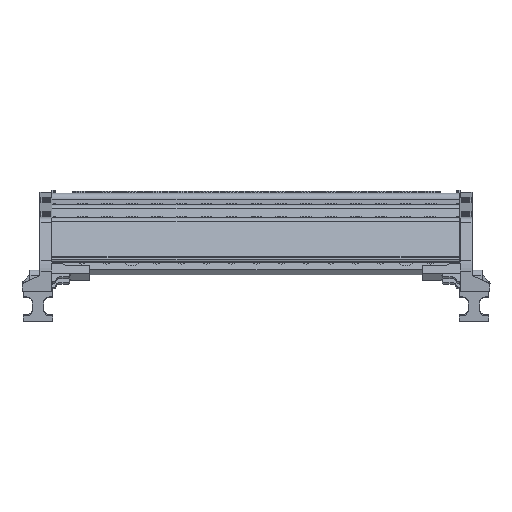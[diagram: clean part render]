
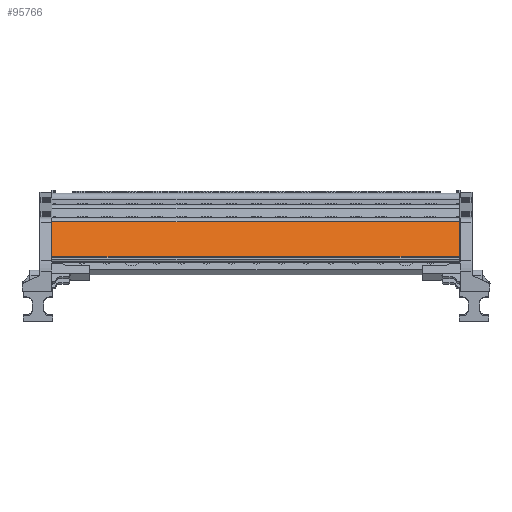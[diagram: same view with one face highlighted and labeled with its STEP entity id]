
A CAD part, top view. The second image highlights one B-rep face of the part: STEP entity #95766.
In plain terms, the highlighted planar face has unit normal (0, 0.276, 0.961).
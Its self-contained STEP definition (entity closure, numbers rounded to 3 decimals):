
#16776 = CARTESIAN_POINT ( 'NONE',  ( 43.77, 255.329, 45.463 ) ) ;
#16974 = CARTESIAN_POINT ( 'NONE',  ( -58.139, 255.329, 45.463 ) ) ;
#17002 = CARTESIAN_POINT ( 'NONE',  ( -160.799, 255.329, 45.463 ) ) ;
#17188 = CARTESIAN_POINT ( 'NONE',  ( -160.799, 274.443, 39.983 ) ) ;
#17234 = CARTESIAN_POINT ( 'NONE',  ( 43.77, 274.443, 39.983 ) ) ;
#62050 = VECTOR ( 'NONE', #123045, 1000. ) ;
#71562 = EDGE_LOOP ( 'NONE', ( #130128, #130152, #130118, #130121, #130151 ) ) ;
#72096 = LINE ( 'NONE', #72099, #104470 ) ;
#72099 = CARTESIAN_POINT ( 'NONE',  ( -122.564, 274.443, 39.983 ) ) ;
#72100 = DIRECTION ( 'NONE',  ( 1., 0., 0. ) ) ;
#72248 = CARTESIAN_POINT ( 'NONE',  ( 43.77, 255.329, 45.463 ) ) ;
#72251 = DIRECTION ( 'NONE',  ( 0., 0.961, -0.276 ) ) ;
#72269 = LINE ( 'NONE', #72282, #104656 ) ;
#72280 = LINE ( 'NONE', #72248, #104728 ) ;
#72282 = CARTESIAN_POINT ( 'NONE',  ( -160.799, 274.443, 39.983 ) ) ;
#72287 = DIRECTION ( 'NONE',  ( 0., -0.961, 0.276 ) ) ;
#77520 = EDGE_CURVE ( 'NONE', #81526, #81489, #123050, .T. ) ;
#81489 = VERTEX_POINT ( 'NONE', #16776 ) ;
#81526 = VERTEX_POINT ( 'NONE', #16974 ) ;
#81551 = VERTEX_POINT ( 'NONE', #17002 ) ;
#81635 = VERTEX_POINT ( 'NONE', #17188 ) ;
#81647 = VERTEX_POINT ( 'NONE', #17234 ) ;
#84827 = FACE_OUTER_BOUND ( 'NONE', #71562, .T. ) ;
#84848 = DIRECTION ( 'NONE',  ( 0., -0.961, 0.276 ) ) ;
#84857 = DIRECTION ( 'NONE',  ( 0., 0.276, 0.961 ) ) ;
#84861 = CARTESIAN_POINT ( 'NONE',  ( -122.564, 266.406, 42.287 ) ) ;
#84865 = PLANE ( 'NONE',  #96053 ) ;
#85958 = EDGE_CURVE ( 'NONE', #81551, #81526, #128341, .T. ) ;
#86416 = EDGE_CURVE ( 'NONE', #81635, #81647, #72096, .T. ) ;
#86498 = EDGE_CURVE ( 'NONE', #81489, #81647, #72280, .T. ) ;
#86503 = EDGE_CURVE ( 'NONE', #81635, #81551, #72269, .T. ) ;
#95766 = ADVANCED_FACE ( 'NONE', ( #84827 ), #84865, .T. ) ;
#96053 = AXIS2_PLACEMENT_3D ( 'NONE', #84861, #84857, #84848 ) ;
#103583 = VECTOR ( 'NONE', #128514, 1000. ) ;
#104470 = VECTOR ( 'NONE', #72100, 1000. ) ;
#104656 = VECTOR ( 'NONE', #72287, 1000. ) ;
#104728 = VECTOR ( 'NONE', #72251, 1000. ) ;
#123041 = CARTESIAN_POINT ( 'NONE',  ( -122.564, 255.329, 45.463 ) ) ;
#123045 = DIRECTION ( 'NONE',  ( 1., 0., 0. ) ) ;
#123050 = LINE ( 'NONE', #123041, #62050 ) ;
#128341 = LINE ( 'NONE', #128353, #103583 ) ;
#128353 = CARTESIAN_POINT ( 'NONE',  ( -122.564, 255.329, 45.463 ) ) ;
#128514 = DIRECTION ( 'NONE',  ( 1., 0., 0. ) ) ;
#130118 = ORIENTED_EDGE ( 'NONE', *, *, #77520, .T. ) ;
#130121 = ORIENTED_EDGE ( 'NONE', *, *, #86498, .T. ) ;
#130128 = ORIENTED_EDGE ( 'NONE', *, *, #86503, .T. ) ;
#130151 = ORIENTED_EDGE ( 'NONE', *, *, #86416, .F. ) ;
#130152 = ORIENTED_EDGE ( 'NONE', *, *, #85958, .T. ) ;
